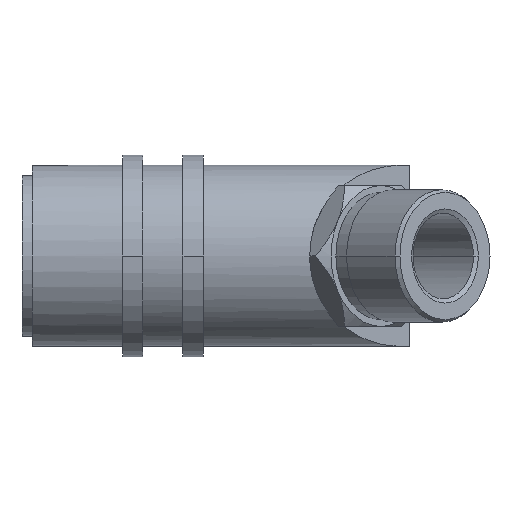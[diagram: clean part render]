
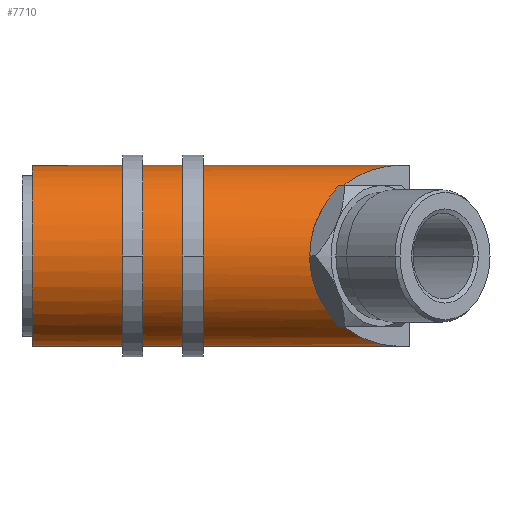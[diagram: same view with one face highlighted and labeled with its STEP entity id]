
A CAD part, front view. The second image highlights one B-rep face of the part: STEP entity #7710.
In plain terms, the highlighted cylindrical face has radius 9 mm (diameter 18 mm), a partial arc.
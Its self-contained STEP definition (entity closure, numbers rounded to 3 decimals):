
#147 = CARTESIAN_POINT ( 'NONE',  ( 30.399, -7.201, -5.399 ) ) ;
#178 = EDGE_CURVE ( 'NONE', #8920, #3753, #212, .T. ) ;
#212 =( BOUNDED_CURVE ( )  B_SPLINE_CURVE ( 3, ( #8075, #3182, #5999, #8815 ),
 .UNSPECIFIED., .F., .T. ) 
 B_SPLINE_CURVE_WITH_KNOTS ( ( 4, 4 ),
 ( 4.712, 5.64 ),
 .UNSPECIFIED. ) 
 CURVE ( )  GEOMETRIC_REPRESENTATION_ITEM ( )  RATIONAL_B_SPLINE_CURVE ( ( 1., 0.93, 0.93, 1. ) ) 
 REPRESENTATION_ITEM ( '' )  );
#521 = EDGE_CURVE ( 'NONE', #1260, #6492, #7195, .T. ) ;
#681 = CARTESIAN_POINT ( 'NONE',  ( 30.399, -7.201, 5.399 ) ) ;
#686 = AXIS2_PLACEMENT_3D ( 'NONE', #8355, #4153, #2822 ) ;
#805 = ORIENTED_EDGE ( 'NONE', *, *, #521, .T. ) ;
#829 = CARTESIAN_POINT ( 'NONE',  ( 32.131, -5.469, 7.709 ) ) ;
#1057 = CARTESIAN_POINT ( 'NONE',  ( 34.713, -2.887, 9. ) ) ;
#1076 = CARTESIAN_POINT ( 'NONE',  ( 30.399, -7.201, 5.399 ) ) ;
#1121 = CARTESIAN_POINT ( 'NONE',  ( 29.221, -8.379, -3.827 ) ) ;
#1122 = ORIENTED_EDGE ( 'NONE', *, *, #1657, .F. ) ;
#1150 = EDGE_CURVE ( 'NONE', #8920, #6167, #8112, .T. ) ;
#1173 =( BOUNDED_CURVE ( )  B_SPLINE_CURVE ( 3, ( #5223, #829, #1057, #7391 ),
 .UNSPECIFIED., .F., .F. ) 
 B_SPLINE_CURVE_WITH_KNOTS ( ( 4, 4 ),
 ( 0.643, 1.571 ),
 .UNSPECIFIED. ) 
 CURVE ( )  GEOMETRIC_REPRESENTATION_ITEM ( )  RATIONAL_B_SPLINE_CURVE ( ( 1., 0.93, 0.93, 1. ) ) 
 REPRESENTATION_ITEM ( '' )  );
#1252 = LINE ( 'NONE', #3338, #3366 ) ;
#1260 = VERTEX_POINT ( 'NONE', #2895 ) ;
#1286 = AXIS2_PLACEMENT_3D ( 'NONE', #6839, #6702, #8865 ) ;
#1337 = CARTESIAN_POINT ( 'NONE',  ( 29.221, -8.379, 3.827 ) ) ;
#1433 = EDGE_CURVE ( 'NONE', #6492, #1533, #1173, .T. ) ;
#1533 = VERTEX_POINT ( 'NONE', #2953 ) ;
#1657 = EDGE_CURVE ( 'NONE', #6167, #4597, #4695, .T. ) ;
#1848 = ORIENTED_EDGE ( 'NONE', *, *, #1150, .F. ) ;
#1917 = EDGE_LOOP ( 'NONE', ( #1848, #2250, #7447, #805, #5577, #3611, #1122 ) ) ;
#2082 = CYLINDRICAL_SURFACE ( 'NONE', #686, 9. ) ;
#2234 = EDGE_CURVE ( 'NONE', #1533, #4597, #1252, .T. ) ;
#2250 = ORIENTED_EDGE ( 'NONE', *, *, #178, .T. ) ;
#2570 = DIRECTION ( 'NONE',  ( -1., 0., 0. ) ) ;
#2771 = VECTOR ( 'NONE', #2570, 1000. ) ;
#2822 = DIRECTION ( 'NONE',  ( 0., 0., 1. ) ) ;
#2855 = CARTESIAN_POINT ( 'NONE',  ( 1., 0., 9. ) ) ;
#2895 = CARTESIAN_POINT ( 'NONE',  ( 28.601, -9., 0. ) ) ;
#2953 = CARTESIAN_POINT ( 'NONE',  ( 37.601, 0., 9. ) ) ;
#2963 = CARTESIAN_POINT ( 'NONE',  ( 37.601, 0., -9. ) ) ;
#3182 = CARTESIAN_POINT ( 'NONE',  ( 34.713, -2.887, -9. ) ) ;
#3338 = CARTESIAN_POINT ( 'NONE',  ( 0., 0., 9. ) ) ;
#3366 = VECTOR ( 'NONE', #4067, 1000. ) ;
#3611 = ORIENTED_EDGE ( 'NONE', *, *, #2234, .T. ) ;
#3753 = VERTEX_POINT ( 'NONE', #147 ) ;
#3938 = CARTESIAN_POINT ( 'NONE',  ( 28.601, -9., -1.964 ) ) ;
#4001 =( BOUNDED_CURVE ( )  B_SPLINE_CURVE ( 3, ( #5554, #1121, #3938, #6767 ),
 .UNSPECIFIED., .F., .F. ) 
 B_SPLINE_CURVE_WITH_KNOTS ( ( 4, 4 ),
 ( 5.64, 6.283 ),
 .UNSPECIFIED. ) 
 CURVE ( )  GEOMETRIC_REPRESENTATION_ITEM ( )  RATIONAL_B_SPLINE_CURVE ( ( 1., 0.966, 0.966, 1. ) ) 
 REPRESENTATION_ITEM ( '' )  );
#4067 = DIRECTION ( 'NONE',  ( -1., 0., 0. ) ) ;
#4153 = DIRECTION ( 'NONE',  ( -1., 0., 0. ) ) ;
#4480 = CARTESIAN_POINT ( 'NONE',  ( 1., 0., -9. ) ) ;
#4597 = VERTEX_POINT ( 'NONE', #2855 ) ;
#4695 = CIRCLE ( 'NONE', #1286, 9. ) ;
#5223 = CARTESIAN_POINT ( 'NONE',  ( 30.399, -7.201, 5.399 ) ) ;
#5554 = CARTESIAN_POINT ( 'NONE',  ( 30.399, -7.201, -5.399 ) ) ;
#5577 = ORIENTED_EDGE ( 'NONE', *, *, #1433, .T. ) ;
#5730 = FACE_OUTER_BOUND ( 'NONE', #1917, .T. ) ;
#5999 = CARTESIAN_POINT ( 'NONE',  ( 32.131, -5.469, -7.709 ) ) ;
#6167 = VERTEX_POINT ( 'NONE', #4480 ) ;
#6492 = VERTEX_POINT ( 'NONE', #1076 ) ;
#6702 = DIRECTION ( 'NONE',  ( -1., 0., 0. ) ) ;
#6727 = CARTESIAN_POINT ( 'NONE',  ( 0., 0., -9. ) ) ;
#6767 = CARTESIAN_POINT ( 'NONE',  ( 28.601, -9., 0. ) ) ;
#6839 = CARTESIAN_POINT ( 'NONE',  ( 1., 0., 0. ) ) ;
#6938 = CARTESIAN_POINT ( 'NONE',  ( 28.601, -9., 1.964 ) ) ;
#7195 =( BOUNDED_CURVE ( )  B_SPLINE_CURVE ( 3, ( #9051, #6938, #1337, #681 ),
 .UNSPECIFIED., .F., .F. ) 
 B_SPLINE_CURVE_WITH_KNOTS ( ( 4, 4 ),
 ( 0., 0.643 ),
 .UNSPECIFIED. ) 
 CURVE ( )  GEOMETRIC_REPRESENTATION_ITEM ( )  RATIONAL_B_SPLINE_CURVE ( ( 1., 0.966, 0.966, 1. ) ) 
 REPRESENTATION_ITEM ( '' )  );
#7391 = CARTESIAN_POINT ( 'NONE',  ( 37.601, 0., 9. ) ) ;
#7447 = ORIENTED_EDGE ( 'NONE', *, *, #7468, .T. ) ;
#7468 = EDGE_CURVE ( 'NONE', #3753, #1260, #4001, .T. ) ;
#7710 = ADVANCED_FACE ( 'NONE', ( #5730 ), #2082, .T. ) ;
#8075 = CARTESIAN_POINT ( 'NONE',  ( 37.601, 0., -9. ) ) ;
#8112 = LINE ( 'NONE', #6727, #2771 ) ;
#8355 = CARTESIAN_POINT ( 'NONE',  ( 0., 0., 0. ) ) ;
#8815 = CARTESIAN_POINT ( 'NONE',  ( 30.399, -7.201, -5.399 ) ) ;
#8865 = DIRECTION ( 'NONE',  ( 0., 0., 1. ) ) ;
#8920 = VERTEX_POINT ( 'NONE', #2963 ) ;
#9051 = CARTESIAN_POINT ( 'NONE',  ( 28.601, -9., 0. ) ) ;
